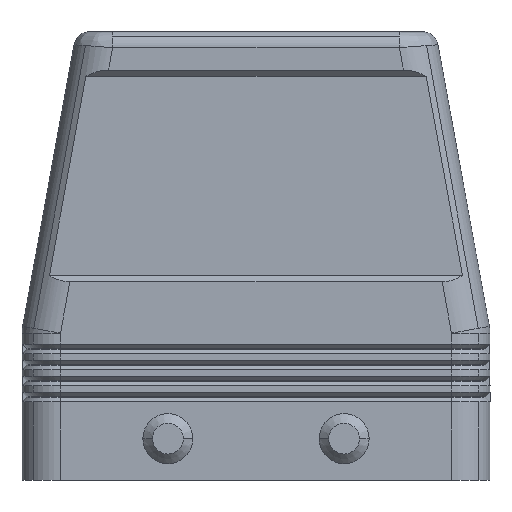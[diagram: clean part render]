
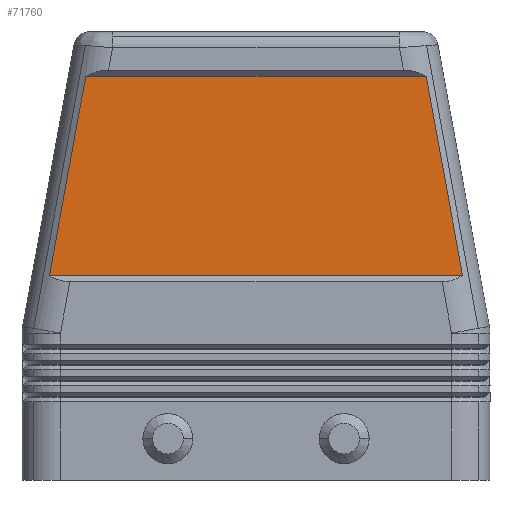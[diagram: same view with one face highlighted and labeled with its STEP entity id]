
A CAD part, front view. The second image highlights one B-rep face of the part: STEP entity #71760.
In plain terms, the highlighted planar face has unit normal (0, -1, 0).
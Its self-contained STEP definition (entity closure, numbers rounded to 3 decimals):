
#70210=CARTESIAN_POINT('',(-26.552,-20.5,68.));
#70220=VERTEX_POINT('',#70210);
#70250=CARTESIAN_POINT('',(-32.218,-20.5,37.));
#70260=DIRECTION('',(0.18,0.,0.984));
#70270=VECTOR('',#70260,31.514);
#70280=LINE('',#70250,#70270);
#70290=CARTESIAN_POINT('',(-32.218,-20.5,37.));
#70300=VERTEX_POINT('',#70290);
#70310=EDGE_CURVE('',#70300,#70220,#70280,.T.);
#71280=CARTESIAN_POINT('',(-32.218,-20.5,37.));
#71290=DIRECTION('',(1.,0.,0.));
#71300=VECTOR('',#71290,64.437);
#71310=LINE('',#71280,#71300);
#71320=CARTESIAN_POINT('',(32.218,-20.5,37.));
#71330=VERTEX_POINT('',#71320);
#71340=EDGE_CURVE('',#70300,#71330,#71310,.T.);
#71530=CARTESIAN_POINT('',(0.,-20.5,68.));
#71540=DIRECTION('',(0.,1.,0.));
#71550=DIRECTION('',(0.,0.,1.));
#71560=AXIS2_PLACEMENT_3D('',#71530,#71540,#71550);
#71570=PLANE('',#71560);
#71580=ORIENTED_EDGE('',*,*,#71340,.T.);
#71590=ORIENTED_EDGE('',*,*,#70310,.F.);
#71600=CARTESIAN_POINT('',(-26.552,-20.5,68.));
#71610=DIRECTION('',(1.,0.,0.));
#71620=VECTOR('',#71610,53.103);
#71630=LINE('',#71600,#71620);
#71640=CARTESIAN_POINT('',(26.552,-20.5,68.));
#71650=VERTEX_POINT('',#71640);
#71660=EDGE_CURVE('',#70220,#71650,#71630,.T.);
#71670=ORIENTED_EDGE('',*,*,#71660,.F.);
#71680=CARTESIAN_POINT('',(26.552,-20.5,68.));
#71690=DIRECTION('',(0.18,0.,-0.984));
#71700=VECTOR('',#71690,31.514);
#71710=LINE('',#71680,#71700);
#71720=EDGE_CURVE('',#71650,#71330,#71710,.T.);
#71730=ORIENTED_EDGE('',*,*,#71720,.F.);
#71740=EDGE_LOOP('',(#71730,#71670,#71590,#71580));
#71750=FACE_OUTER_BOUND('',#71740,.T.);
#71760=ADVANCED_FACE('',(#71750),#71570,.F.);
